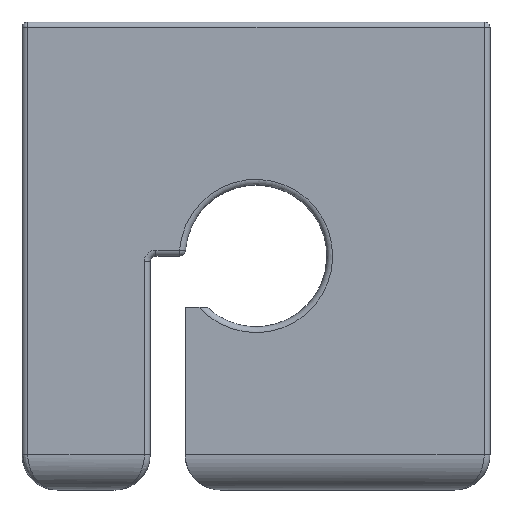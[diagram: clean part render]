
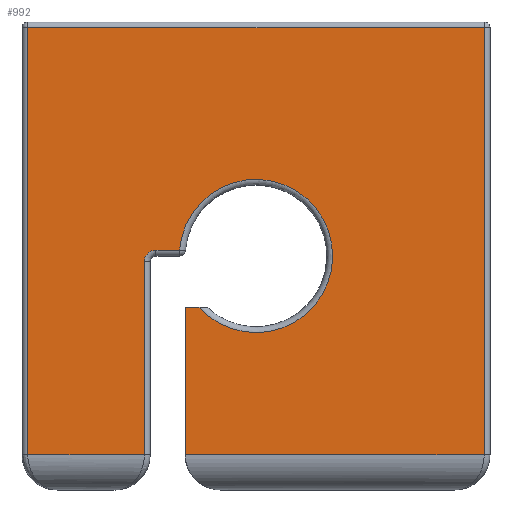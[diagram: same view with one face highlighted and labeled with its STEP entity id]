
A CAD part, front view. The second image highlights one B-rep face of the part: STEP entity #992.
In plain terms, the highlighted planar face has unit normal (0, -1, 0).
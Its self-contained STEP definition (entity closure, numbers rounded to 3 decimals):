
#15=PLANE('',#1086);
#36=LINE('',#2124,#98);
#37=LINE('',#2148,#99);
#47=LINE('',#2231,#109);
#49=LINE('',#2237,#111);
#50=LINE('',#2239,#112);
#51=LINE('',#2241,#113);
#52=LINE('',#2243,#114);
#53=LINE('',#2245,#115);
#54=LINE('',#2246,#116);
#98=VECTOR('',#1203,16.5);
#99=VECTOR('',#1220,2.019);
#109=VECTOR('',#1270,9.95);
#111=VECTOR('',#1276,1.176);
#112=VECTOR('',#1277,12.624);
#113=VECTOR('',#1278,25.55);
#114=VECTOR('',#1279,36.5);
#115=VECTOR('',#1280,39.);
#116=VECTOR('',#1281,36.5);
#229=FACE_OUTER_BOUND('',#298,.T.);
#298=EDGE_LOOP('',(#736,#737,#738,#739,#740,#741,#742,#743,#744,#745,#746));
#352=CIRCLE('',#1049,1.);
#360=CIRCLE('',#1062,6.55);
#437=VERTEX_POINT('',#2083);
#438=VERTEX_POINT('',#2084);
#442=VERTEX_POINT('',#2117);
#446=VERTEX_POINT('',#2129);
#448=VERTEX_POINT('',#2134);
#461=VERTEX_POINT('',#2230);
#463=VERTEX_POINT('',#2236);
#464=VERTEX_POINT('',#2238);
#465=VERTEX_POINT('',#2240);
#466=VERTEX_POINT('',#2242);
#467=VERTEX_POINT('',#2244);
#525=EDGE_CURVE('',#437,#438,#352,.T.);
#533=EDGE_CURVE('',#438,#442,#36,.T.);
#538=EDGE_CURVE('',#448,#446,#360,.T.);
#540=EDGE_CURVE('',#446,#437,#37,.T.);
#563=EDGE_CURVE('',#442,#461,#47,.T.);
#566=EDGE_CURVE('',#448,#463,#49,.T.);
#567=EDGE_CURVE('',#463,#464,#50,.T.);
#568=EDGE_CURVE('',#465,#464,#51,.T.);
#569=EDGE_CURVE('',#466,#465,#52,.T.);
#570=EDGE_CURVE('',#467,#466,#53,.T.);
#571=EDGE_CURVE('',#461,#467,#54,.T.);
#736=ORIENTED_EDGE('',*,*,#533,.F.);
#737=ORIENTED_EDGE('',*,*,#525,.F.);
#738=ORIENTED_EDGE('',*,*,#540,.F.);
#739=ORIENTED_EDGE('',*,*,#538,.F.);
#740=ORIENTED_EDGE('',*,*,#566,.T.);
#741=ORIENTED_EDGE('',*,*,#567,.T.);
#742=ORIENTED_EDGE('',*,*,#568,.F.);
#743=ORIENTED_EDGE('',*,*,#569,.F.);
#744=ORIENTED_EDGE('',*,*,#570,.F.);
#745=ORIENTED_EDGE('',*,*,#571,.F.);
#746=ORIENTED_EDGE('',*,*,#563,.F.);
#992=ADVANCED_FACE('',(#229),#15,.F.);
#1049=AXIS2_PLACEMENT_3D('',#2085,#1186,#1187);
#1062=AXIS2_PLACEMENT_3D('',#2145,#1214,#1215);
#1086=AXIS2_PLACEMENT_3D('',#2235,#1274,#1275);
#1186=DIRECTION('center_axis',(0.,-1.,0.));
#1187=DIRECTION('ref_axis',(-0.707,0.,0.707));
#1203=DIRECTION('',(0.,0.,-1.));
#1214=DIRECTION('center_axis',(0.,-1.,0.));
#1215=DIRECTION('ref_axis',(0.919,0.,0.393));
#1220=DIRECTION('',(-1.,0.,0.));
#1270=DIRECTION('',(-1.,0.,0.));
#1274=DIRECTION('center_axis',(0.,1.,0.));
#1275=DIRECTION('ref_axis',(0.,0.,1.));
#1276=DIRECTION('',(-1.,0.,0.));
#1277=DIRECTION('',(0.,0.,-1.));
#1278=DIRECTION('',(-1.,0.,0.));
#1279=DIRECTION('',(0.,0.,-1.));
#1280=DIRECTION('',(1.,0.,0.));
#1281=DIRECTION('',(0.,0.,1.));
#2083=CARTESIAN_POINT('',(-28.55,0.,-19.5));
#2084=CARTESIAN_POINT('',(-29.55,0.,-20.5));
#2085=CARTESIAN_POINT('Origin',(-28.55,0.,-20.5));
#2117=CARTESIAN_POINT('',(-29.55,0.,-37.));
#2124=CARTESIAN_POINT('',(-29.55,0.,-20.));
#2129=CARTESIAN_POINT('',(-26.531,0.,-19.5));
#2134=CARTESIAN_POINT('',(-24.874,0.,-24.376));
#2145=CARTESIAN_POINT('Origin',(-20.,0.,-20.));
#2148=CARTESIAN_POINT('',(-22.089,0.,-19.5));
#2230=CARTESIAN_POINT('',(-39.5,0.,-37.));
#2231=CARTESIAN_POINT('',(-10.,0.,-37.));
#2235=CARTESIAN_POINT('Origin',(-20.,0.,-20.));
#2236=CARTESIAN_POINT('',(-26.05,0.,-24.376));
#2237=CARTESIAN_POINT('',(-23.025,0.,-24.376));
#2238=CARTESIAN_POINT('',(-26.05,0.,-37.));
#2239=CARTESIAN_POINT('',(-26.05,0.,-30.));
#2240=CARTESIAN_POINT('',(-0.5,0.,-37.));
#2241=CARTESIAN_POINT('',(-10.,0.,-37.));
#2242=CARTESIAN_POINT('',(-0.5,0.,-0.5));
#2243=CARTESIAN_POINT('',(-0.5,0.,-10.));
#2244=CARTESIAN_POINT('',(-39.5,0.,-0.5));
#2245=CARTESIAN_POINT('',(-30.,0.,-0.5));
#2246=CARTESIAN_POINT('',(-39.5,0.,-30.));
